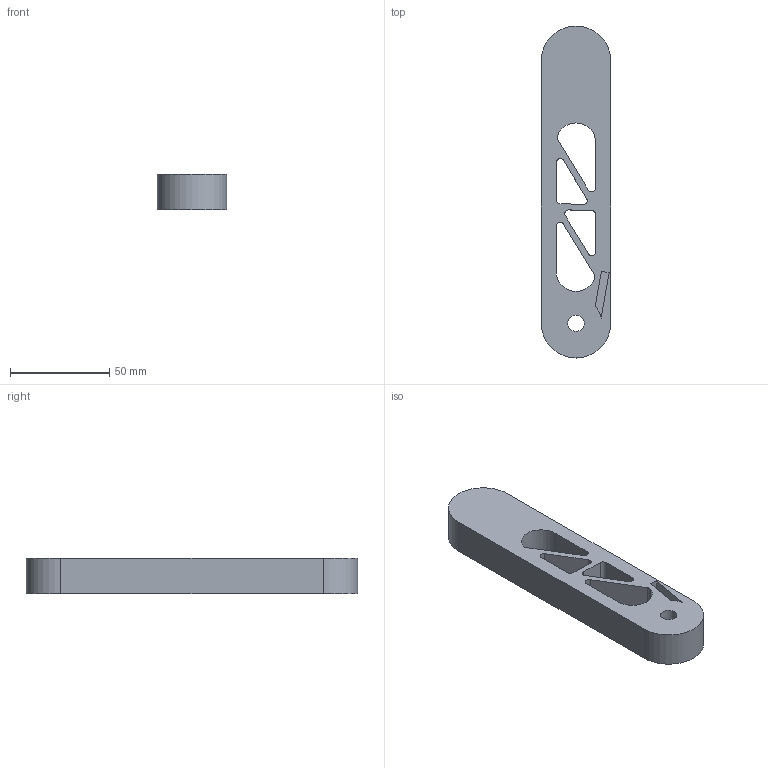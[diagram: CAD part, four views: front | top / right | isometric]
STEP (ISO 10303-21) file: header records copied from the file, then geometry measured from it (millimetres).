
FILE_DESCRIPTION(/* description */ (''),/* implementation_level */ '2;1');
FILE_NAME(/* name */ 'EslabonRodillaCadera.stp',/* time_stamp */ '2024-03-25T00:37:45-05:00',/* author */ ('Martin'),/* organization */ (''),/* preprocessor_version */ 'ST-DEVELOPER v18.1',/* originating_system */ 'Autodesk Inventor 2021',/* authorisation */ '');
FILE_SCHEMA (('AUTOMOTIVE_DESIGN { 1 0 10303 214 3 1 1 }'));
Length unit declared in the file: millimetre
Products named in the file (1): EslabonRodillaCadera
Bounding box: 35 x 167.46 x 18 mm (x, y, z)
Volume: 71134.4 mm3; surface area: 22507.1 mm2
Topology: 1 solids, 1 shells, 43 faces, 114 edges, 76 vertices
Faces by surface type: plane 22, cylinder 21
Full cylindrical faces by diameter (mm): 8.2 x1, 22.2 x1
Entity records: 1411 total; most frequent: DIRECTION 244, CARTESIAN_POINT 234, ORIENTED_EDGE 228, EDGE_CURVE 114, AXIS2_PLACEMENT_3D 86, VERTEX_POINT 76, LINE 72, VECTOR 72
